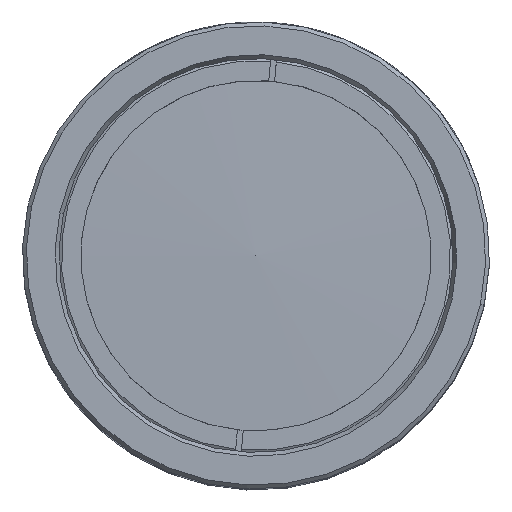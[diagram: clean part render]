
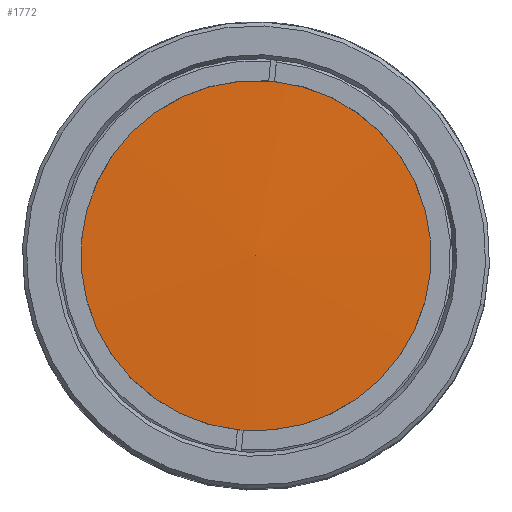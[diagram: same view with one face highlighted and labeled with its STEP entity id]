
A CAD part, top view. The second image highlights one B-rep face of the part: STEP entity #1772.
In plain terms, the highlighted spherical face has radius 291.07 mm.
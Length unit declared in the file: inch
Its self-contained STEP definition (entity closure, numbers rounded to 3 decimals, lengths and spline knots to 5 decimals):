
#1739 = EDGE_CURVE ( 'NONE', #1755, #1761, #15975, .T. ) ;
#1748 = ORIENTED_EDGE ( 'NONE', *, *, #1739, .T. ) ;
#1754 = EDGE_LOOP ( 'NONE', ( #1762, #1748 ) ) ;
#1755 = VERTEX_POINT ( 'NONE', #16364 ) ;
#1758 = EDGE_CURVE ( 'NONE', #1761, #1755, #16302, .T. ) ;
#1761 = VERTEX_POINT ( 'NONE', #16296 ) ;
#1762 = ORIENTED_EDGE ( 'NONE', *, *, #1758, .T. ) ;
#1772 = ADVANCED_FACE ( 'NONE', ( #16190 ), #16171, .T. ) ;
#15971 = DIRECTION ( 'NONE',  ( 1., 0., 0. ) ) ;
#15972 = DIRECTION ( 'NONE',  ( 0., 0., 1. ) ) ;
#15973 = CARTESIAN_POINT ( 'NONE',  ( 0., 0., 1.20875 ) ) ;
#15974 = AXIS2_PLACEMENT_3D ( 'NONE', #15973, #15972, #15971 ) ;
#15975 = CIRCLE ( 'NONE', #15974, 0.5 ) ;
#16168 = DIRECTION ( 'NONE',  ( 0., -1., 0. ) ) ;
#16169 = DIRECTION ( 'NONE',  ( 0., 0., -1. ) ) ;
#16170 = AXIS2_PLACEMENT_3D ( 'NONE', #16172, #16169, #16168 ) ;
#16171 = SPHERICAL_SURFACE ( 'NONE', #16170, 11.45945 ) ;
#16172 = CARTESIAN_POINT ( 'NONE',  ( 0., 0., -10.23979 ) ) ;
#16190 = FACE_OUTER_BOUND ( 'NONE', #1754, .T. ) ;
#16296 = CARTESIAN_POINT ( 'NONE',  ( 0.5, 0., 1.20875 ) ) ;
#16298 = DIRECTION ( 'NONE',  ( 1., 0., 0. ) ) ;
#16299 = DIRECTION ( 'NONE',  ( 0., 0., 1. ) ) ;
#16300 = CARTESIAN_POINT ( 'NONE',  ( 0., 0., 1.20875 ) ) ;
#16301 = AXIS2_PLACEMENT_3D ( 'NONE', #16300, #16299, #16298 ) ;
#16302 = CIRCLE ( 'NONE', #16301, 0.5 ) ;
#16364 = CARTESIAN_POINT ( 'NONE',  ( -0.5, 0., 1.20875 ) ) ;
